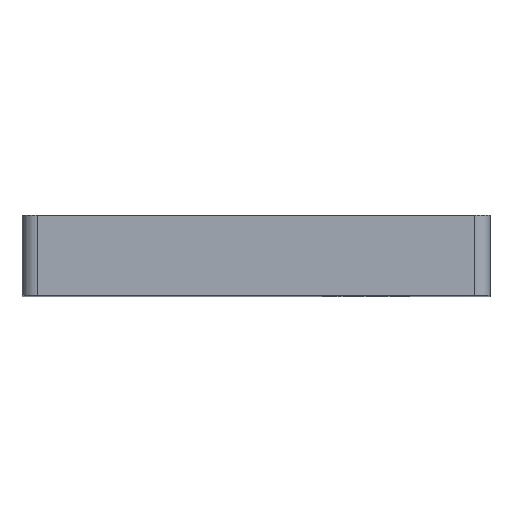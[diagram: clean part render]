
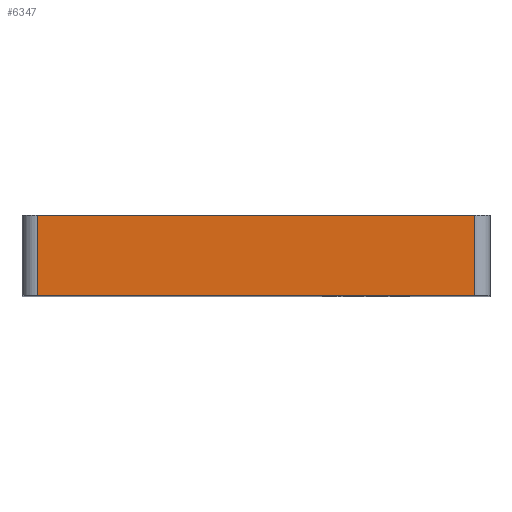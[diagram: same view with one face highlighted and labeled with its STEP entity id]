
A CAD part, top view. The second image highlights one B-rep face of the part: STEP entity #6347.
In plain terms, the highlighted planar face has unit normal (0, 0, 1).
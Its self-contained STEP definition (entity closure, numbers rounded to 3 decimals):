
#1012=FACE_OUTER_BOUND('',#1381,.T.);
#1381=EDGE_LOOP('',(#5817,#5818,#5819,#5820));
#1862=LINE('',#12582,#2377);
#1902=LINE('',#12684,#2417);
#1908=LINE('',#12703,#2423);
#1909=LINE('',#12705,#2424);
#2377=VECTOR('',#7204,10.);
#2417=VECTOR('',#7292,10.);
#2423=VECTOR('',#7314,10.);
#2424=VECTOR('',#7317,10.);
#3013=VERTEX_POINT('',#12579);
#3014=VERTEX_POINT('',#12581);
#3051=VERTEX_POINT('',#12681);
#3052=VERTEX_POINT('',#12683);
#3930=EDGE_CURVE('',#3013,#3014,#1862,.T.);
#3979=EDGE_CURVE('',#3051,#3052,#1902,.T.);
#3990=EDGE_CURVE('',#3014,#3051,#1908,.T.);
#3991=EDGE_CURVE('',#3052,#3013,#1909,.T.);
#5817=ORIENTED_EDGE('',*,*,#3990,.F.);
#5818=ORIENTED_EDGE('',*,*,#3930,.F.);
#5819=ORIENTED_EDGE('',*,*,#3991,.F.);
#5820=ORIENTED_EDGE('',*,*,#3979,.F.);
#6015=PLANE('',#6515);
#6347=ADVANCED_FACE('',(#1012),#6015,.T.);
#6515=AXIS2_PLACEMENT_3D('',#12704,#7315,#7316);
#7204=DIRECTION('',(-1.,0.,0.));
#7292=DIRECTION('',(1.,0.,0.));
#7314=DIRECTION('',(0.,1.,0.));
#7315=DIRECTION('center_axis',(0.,0.,1.));
#7316=DIRECTION('ref_axis',(1.,0.,0.));
#7317=DIRECTION('',(0.,-1.,0.));
#12579=CARTESIAN_POINT('',(65.5,0.,8.));
#12581=CARTESIAN_POINT('',(-5.5,0.,8.));
#12582=CARTESIAN_POINT('',(68.,0.,8.));
#12681=CARTESIAN_POINT('',(-5.5,13.,8.));
#12683=CARTESIAN_POINT('',(65.5,13.,8.));
#12684=CARTESIAN_POINT('',(68.,13.,8.));
#12703=CARTESIAN_POINT('',(-5.5,0.,8.));
#12704=CARTESIAN_POINT('Origin',(-8.,0.,8.));
#12705=CARTESIAN_POINT('',(65.5,0.,8.));
